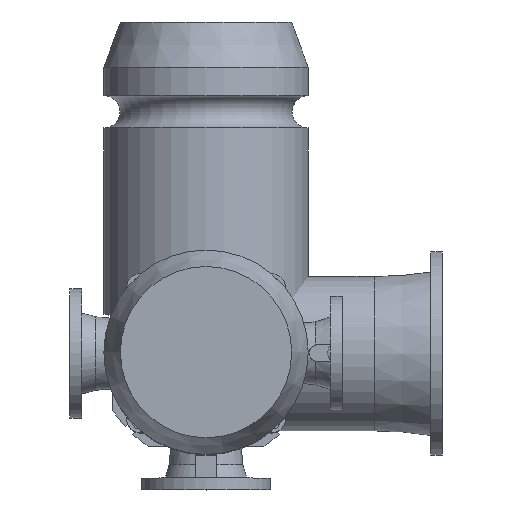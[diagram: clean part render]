
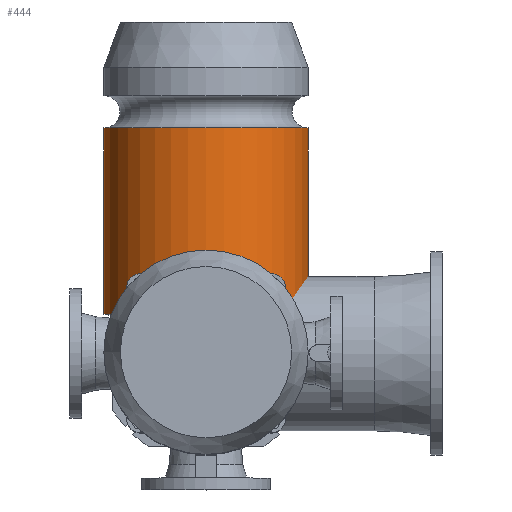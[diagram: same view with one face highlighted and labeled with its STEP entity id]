
A CAD part, top view. The second image highlights one B-rep face of the part: STEP entity #444.
In plain terms, the highlighted cylindrical face has radius 225 mm (diameter 450 mm), a full revolution.
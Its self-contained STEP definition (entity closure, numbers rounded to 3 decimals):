
#444 = ADVANCED_FACE( '', ( #950, #951 ), #952, .T. );
#950 = FACE_OUTER_BOUND( '', #1771, .T. );
#951 = FACE_OUTER_BOUND( '', #1772, .T. );
#952 = CYLINDRICAL_SURFACE( '', #1773, 225. );
#1771 = EDGE_LOOP( '', ( #3589 ) );
#1772 = EDGE_LOOP( '', ( #3590 ) );
#1773 = AXIS2_PLACEMENT_3D( '', #3591, #3592, #3593 );
#3589 = ORIENTED_EDGE( '', *, *, #4227, .T. );
#3590 = ORIENTED_EDGE( '', *, *, #4224, .F. );
#3591 = CARTESIAN_POINT( '', ( 0., 730., 0. ) );
#3592 = DIRECTION( '', ( 0., 1., 0. ) );
#3593 = DIRECTION( '', ( 1., 0., 0. ) );
#4224 = EDGE_CURVE( '', #5165, #5165, #5166, .T. );
#4227 = EDGE_CURVE( '', #5171, #5171, #5172, .T. );
#5165 = VERTEX_POINT( '', #7183 );
#5166 = CIRCLE( '', #7184, 225. );
#5171 = VERTEX_POINT( '', #7189 );
#5172 = CIRCLE( '', #7190, 225. );
#7183 = CARTESIAN_POINT( '', ( 225., 87., 0. ) );
#7184 = AXIS2_PLACEMENT_3D( '', #7968, #7969, #7970 );
#7189 = CARTESIAN_POINT( '', ( 225., 497., 0. ) );
#7190 = AXIS2_PLACEMENT_3D( '', #7977, #7978, #7979 );
#7968 = CARTESIAN_POINT( '', ( 0., 87., 0. ) );
#7969 = DIRECTION( '', ( 0., -1., 0. ) );
#7970 = DIRECTION( '', ( 1., 0., 0. ) );
#7977 = CARTESIAN_POINT( '', ( 0., 497., 0. ) );
#7978 = DIRECTION( '', ( 0., -1., 0. ) );
#7979 = DIRECTION( '', ( 1., 0., 0. ) );
